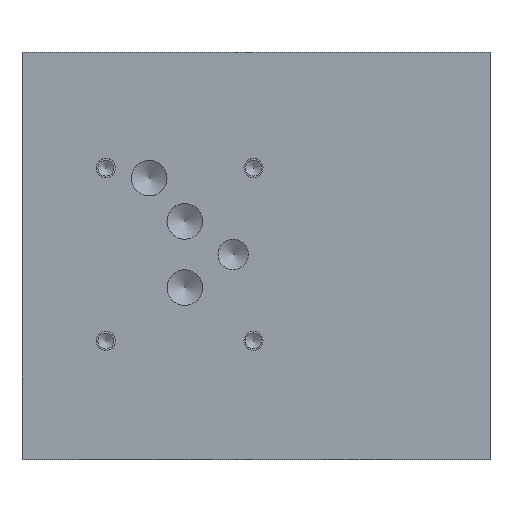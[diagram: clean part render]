
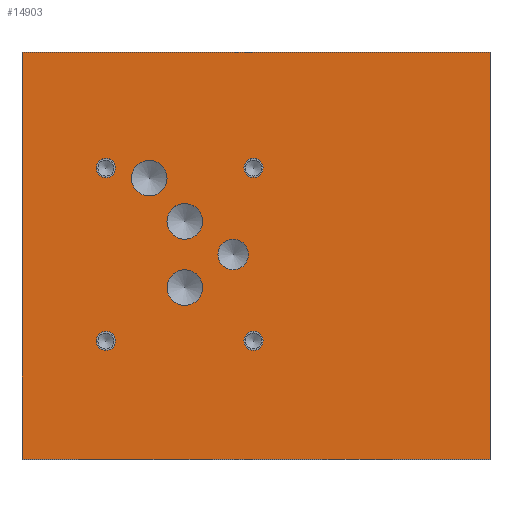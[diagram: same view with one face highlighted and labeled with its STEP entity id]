
A CAD part, top view. The second image highlights one B-rep face of the part: STEP entity #14903.
In plain terms, the highlighted planar face has unit normal (0, 0, 1).
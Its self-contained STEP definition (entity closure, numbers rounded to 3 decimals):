
#192=FACE_BOUND('',#3041,.T.);
#193=FACE_BOUND('',#3042,.T.);
#194=FACE_BOUND('',#3043,.T.);
#195=FACE_BOUND('',#3044,.T.);
#196=FACE_BOUND('',#3045,.T.);
#197=FACE_BOUND('',#3046,.T.);
#198=FACE_BOUND('',#3047,.T.);
#199=FACE_BOUND('',#3048,.T.);
#825=PLANE('',#15760);
#2169=FACE_OUTER_BOUND('',#3040,.T.);
#3040=EDGE_LOOP('',(#14041,#14042,#14043,#14044));
#3041=EDGE_LOOP('',(#14045,#14046));
#3042=EDGE_LOOP('',(#14047,#14048));
#3043=EDGE_LOOP('',(#14049,#14050));
#3044=EDGE_LOOP('',(#14051,#14052));
#3045=EDGE_LOOP('',(#14053,#14054));
#3046=EDGE_LOOP('',(#14055,#14056));
#3047=EDGE_LOOP('',(#14057,#14058));
#3048=EDGE_LOOP('',(#14059,#14060));
#3731=CIRCLE('',#15692,5.563);
#3732=CIRCLE('',#15693,5.563);
#3735=CIRCLE('',#15698,5.563);
#3736=CIRCLE('',#15699,5.563);
#3739=CIRCLE('',#15704,5.563);
#3740=CIRCLE('',#15705,5.563);
#3743=CIRCLE('',#15710,4.763);
#3744=CIRCLE('',#15711,4.763);
#3750=CIRCLE('',#15720,2.997);
#3751=CIRCLE('',#15721,2.997);
#3757=CIRCLE('',#15731,2.997);
#3758=CIRCLE('',#15732,2.997);
#3764=CIRCLE('',#15742,2.997);
#3765=CIRCLE('',#15743,2.997);
#3771=CIRCLE('',#15753,2.997);
#3772=CIRCLE('',#15754,2.997);
#3944=LINE('',#19709,#5289);
#4003=LINE('',#19973,#5348);
#4381=LINE('',#22499,#5726);
#4973=LINE('',#24941,#6318);
#5289=VECTOR('',#16081,10.);
#5348=VECTOR('',#16186,10.);
#5726=VECTOR('',#16780,10.);
#6318=VECTOR('',#17780,10.);
#6636=VERTEX_POINT('',#19706);
#6637=VERTEX_POINT('',#19708);
#6690=VERTEX_POINT('',#19970);
#6691=VERTEX_POINT('',#19972);
#7815=VERTEX_POINT('',#25860);
#7816=VERTEX_POINT('',#25861);
#7820=VERTEX_POINT('',#25873);
#7821=VERTEX_POINT('',#25874);
#7825=VERTEX_POINT('',#25886);
#7826=VERTEX_POINT('',#25887);
#7830=VERTEX_POINT('',#25899);
#7831=VERTEX_POINT('',#25900);
#7838=VERTEX_POINT('',#25919);
#7839=VERTEX_POINT('',#25920);
#7846=VERTEX_POINT('',#25941);
#7847=VERTEX_POINT('',#25942);
#7854=VERTEX_POINT('',#25963);
#7855=VERTEX_POINT('',#25964);
#7862=VERTEX_POINT('',#25985);
#7863=VERTEX_POINT('',#25986);
#8113=EDGE_CURVE('',#6637,#6636,#3944,.T.);
#8192=EDGE_CURVE('',#6691,#6690,#4003,.T.);
#8780=EDGE_CURVE('',#6690,#6637,#4381,.T.);
#9520=EDGE_CURVE('',#6636,#6691,#4973,.T.);
#9871=EDGE_CURVE('',#7815,#7816,#3731,.T.);
#9872=EDGE_CURVE('',#7816,#7815,#3732,.T.);
#9877=EDGE_CURVE('',#7820,#7821,#3735,.T.);
#9878=EDGE_CURVE('',#7821,#7820,#3736,.T.);
#9883=EDGE_CURVE('',#7825,#7826,#3739,.T.);
#9884=EDGE_CURVE('',#7826,#7825,#3740,.T.);
#9889=EDGE_CURVE('',#7830,#7831,#3743,.T.);
#9890=EDGE_CURVE('',#7831,#7830,#3744,.T.);
#9898=EDGE_CURVE('',#7838,#7839,#3750,.T.);
#9899=EDGE_CURVE('',#7839,#7838,#3751,.T.);
#9908=EDGE_CURVE('',#7846,#7847,#3757,.T.);
#9909=EDGE_CURVE('',#7847,#7846,#3758,.T.);
#9918=EDGE_CURVE('',#7854,#7855,#3764,.T.);
#9919=EDGE_CURVE('',#7855,#7854,#3765,.T.);
#9928=EDGE_CURVE('',#7862,#7863,#3771,.T.);
#9929=EDGE_CURVE('',#7863,#7862,#3772,.T.);
#14041=ORIENTED_EDGE('',*,*,#8780,.T.);
#14042=ORIENTED_EDGE('',*,*,#8113,.T.);
#14043=ORIENTED_EDGE('',*,*,#9520,.T.);
#14044=ORIENTED_EDGE('',*,*,#8192,.T.);
#14045=ORIENTED_EDGE('',*,*,#9871,.T.);
#14046=ORIENTED_EDGE('',*,*,#9872,.T.);
#14047=ORIENTED_EDGE('',*,*,#9877,.T.);
#14048=ORIENTED_EDGE('',*,*,#9878,.T.);
#14049=ORIENTED_EDGE('',*,*,#9883,.T.);
#14050=ORIENTED_EDGE('',*,*,#9884,.T.);
#14051=ORIENTED_EDGE('',*,*,#9889,.T.);
#14052=ORIENTED_EDGE('',*,*,#9890,.T.);
#14053=ORIENTED_EDGE('',*,*,#9898,.T.);
#14054=ORIENTED_EDGE('',*,*,#9899,.T.);
#14055=ORIENTED_EDGE('',*,*,#9908,.T.);
#14056=ORIENTED_EDGE('',*,*,#9909,.T.);
#14057=ORIENTED_EDGE('',*,*,#9918,.T.);
#14058=ORIENTED_EDGE('',*,*,#9919,.T.);
#14059=ORIENTED_EDGE('',*,*,#9928,.T.);
#14060=ORIENTED_EDGE('',*,*,#9929,.T.);
#14903=ADVANCED_FACE('',(#2169,#192,#193,#194,#195,#196,#197,#198,#199),
#825,.T.);
#15692=AXIS2_PLACEMENT_3D('',#25862,#18636,#18637);
#15693=AXIS2_PLACEMENT_3D('',#25863,#18638,#18639);
#15698=AXIS2_PLACEMENT_3D('',#25875,#18650,#18651);
#15699=AXIS2_PLACEMENT_3D('',#25876,#18652,#18653);
#15704=AXIS2_PLACEMENT_3D('',#25888,#18664,#18665);
#15705=AXIS2_PLACEMENT_3D('',#25889,#18666,#18667);
#15710=AXIS2_PLACEMENT_3D('',#25901,#18678,#18679);
#15711=AXIS2_PLACEMENT_3D('',#25902,#18680,#18681);
#15720=AXIS2_PLACEMENT_3D('',#25921,#18700,#18701);
#15721=AXIS2_PLACEMENT_3D('',#25922,#18702,#18703);
#15731=AXIS2_PLACEMENT_3D('',#25943,#18725,#18726);
#15732=AXIS2_PLACEMENT_3D('',#25944,#18727,#18728);
#15742=AXIS2_PLACEMENT_3D('',#25965,#18750,#18751);
#15743=AXIS2_PLACEMENT_3D('',#25966,#18752,#18753);
#15753=AXIS2_PLACEMENT_3D('',#25987,#18775,#18776);
#15754=AXIS2_PLACEMENT_3D('',#25988,#18777,#18778);
#15760=AXIS2_PLACEMENT_3D('',#25996,#18791,#18792);
#16081=DIRECTION('',(0.,1.,0.));
#16186=DIRECTION('',(0.,-1.,0.));
#16780=DIRECTION('',(1.,0.,0.));
#17780=DIRECTION('',(-1.,0.,0.));
#18636=DIRECTION('center_axis',(0.,0.,-1.));
#18637=DIRECTION('ref_axis',(1.,0.,0.));
#18638=DIRECTION('center_axis',(0.,0.,-1.));
#18639=DIRECTION('ref_axis',(1.,0.,0.));
#18650=DIRECTION('center_axis',(0.,0.,-1.));
#18651=DIRECTION('ref_axis',(1.,0.,0.));
#18652=DIRECTION('center_axis',(0.,0.,-1.));
#18653=DIRECTION('ref_axis',(1.,0.,0.));
#18664=DIRECTION('center_axis',(0.,0.,-1.));
#18665=DIRECTION('ref_axis',(1.,0.,0.));
#18666=DIRECTION('center_axis',(0.,0.,-1.));
#18667=DIRECTION('ref_axis',(1.,0.,0.));
#18678=DIRECTION('center_axis',(0.,0.,-1.));
#18679=DIRECTION('ref_axis',(1.,0.,0.));
#18680=DIRECTION('center_axis',(0.,0.,-1.));
#18681=DIRECTION('ref_axis',(1.,0.,0.));
#18700=DIRECTION('center_axis',(0.,0.,-1.));
#18701=DIRECTION('ref_axis',(1.,0.,0.));
#18702=DIRECTION('center_axis',(0.,0.,-1.));
#18703=DIRECTION('ref_axis',(1.,0.,0.));
#18725=DIRECTION('center_axis',(0.,0.,-1.));
#18726=DIRECTION('ref_axis',(1.,0.,0.));
#18727=DIRECTION('center_axis',(0.,0.,-1.));
#18728=DIRECTION('ref_axis',(1.,0.,0.));
#18750=DIRECTION('center_axis',(0.,0.,-1.));
#18751=DIRECTION('ref_axis',(1.,0.,0.));
#18752=DIRECTION('center_axis',(0.,0.,-1.));
#18753=DIRECTION('ref_axis',(1.,0.,0.));
#18775=DIRECTION('center_axis',(0.,0.,-1.));
#18776=DIRECTION('ref_axis',(1.,0.,0.));
#18777=DIRECTION('center_axis',(0.,0.,-1.));
#18778=DIRECTION('ref_axis',(1.,0.,0.));
#18791=DIRECTION('center_axis',(0.,0.,1.));
#18792=DIRECTION('ref_axis',(1.,0.,0.));
#19706=CARTESIAN_POINT('',(146.05,127.,101.6));
#19708=CARTESIAN_POINT('',(146.05,0.,101.6));
#19709=CARTESIAN_POINT('',(146.05,0.,101.6));
#19970=CARTESIAN_POINT('',(0.,0.,101.6));
#19972=CARTESIAN_POINT('',(0.,127.,101.6));
#19973=CARTESIAN_POINT('',(0.,127.,101.6));
#22499=CARTESIAN_POINT('',(0.,0.,101.6));
#24941=CARTESIAN_POINT('',(146.05,127.,101.6));
#25860=CARTESIAN_POINT('',(56.375,74.198,101.6));
#25861=CARTESIAN_POINT('',(45.25,74.198,101.6));
#25862=CARTESIAN_POINT('Origin',(50.813,74.198,101.6));
#25863=CARTESIAN_POINT('Origin',(50.813,74.198,101.6));
#25873=CARTESIAN_POINT('',(45.263,87.706,101.6));
#25874=CARTESIAN_POINT('',(34.138,87.706,101.6));
#25875=CARTESIAN_POINT('Origin',(39.7,87.706,101.6));
#25876=CARTESIAN_POINT('Origin',(39.7,87.706,101.6));
#25886=CARTESIAN_POINT('',(56.38,53.564,101.6));
#25887=CARTESIAN_POINT('',(45.255,53.564,101.6));
#25888=CARTESIAN_POINT('Origin',(50.818,53.564,101.6));
#25889=CARTESIAN_POINT('Origin',(50.818,53.564,101.6));
#25899=CARTESIAN_POINT('',(70.676,63.881,101.6));
#25900=CARTESIAN_POINT('',(61.151,63.881,101.6));
#25901=CARTESIAN_POINT('Origin',(65.913,63.881,101.6));
#25902=CARTESIAN_POINT('Origin',(65.913,63.881,101.6));
#25919=CARTESIAN_POINT('',(75.235,36.919,101.6));
#25920=CARTESIAN_POINT('',(69.24,36.919,101.6));
#25921=CARTESIAN_POINT('Origin',(72.238,36.919,101.6));
#25922=CARTESIAN_POINT('Origin',(72.238,36.919,101.6));
#25941=CARTESIAN_POINT('',(29.185,90.881,101.6));
#25942=CARTESIAN_POINT('',(23.19,90.881,101.6));
#25943=CARTESIAN_POINT('Origin',(26.187,90.881,101.6));
#25944=CARTESIAN_POINT('Origin',(26.187,90.881,101.6));
#25963=CARTESIAN_POINT('',(75.235,90.881,101.6));
#25964=CARTESIAN_POINT('',(69.24,90.881,101.6));
#25965=CARTESIAN_POINT('Origin',(72.238,90.881,101.6));
#25966=CARTESIAN_POINT('Origin',(72.238,90.881,101.6));
#25985=CARTESIAN_POINT('',(29.185,36.906,101.6));
#25986=CARTESIAN_POINT('',(23.19,36.906,101.6));
#25987=CARTESIAN_POINT('Origin',(26.187,36.906,101.6));
#25988=CARTESIAN_POINT('Origin',(26.187,36.906,101.6));
#25996=CARTESIAN_POINT('Origin',(73.025,63.5,101.6));
